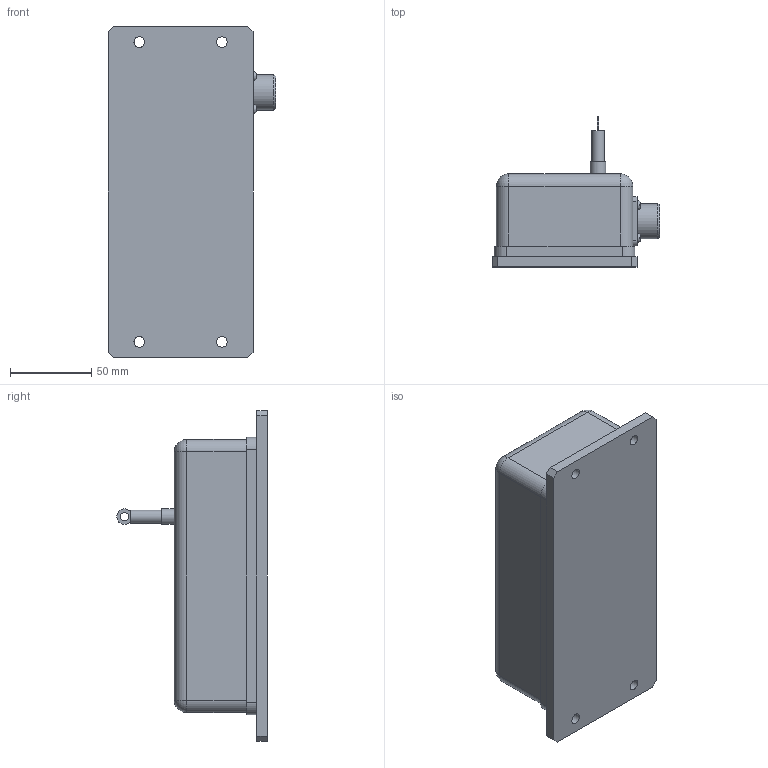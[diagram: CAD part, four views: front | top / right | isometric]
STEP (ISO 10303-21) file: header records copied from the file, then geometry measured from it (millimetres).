
FILE_DESCRIPTION(/* description */ (''),/* implementation_level */ '2;1');
FILE_NAME(/* name */ 'STD-VP-5,25,50.stp',/* time_stamp */ '2016-03-02T14:55:32-08:00',/* author */ ('JP'),/* organization */ (''),/* preprocessor_version */ 'ST-DEVELOPER v15.6',/* originating_system */ 'Autodesk Inventor 2015',/* authorisation */ '');
FILE_SCHEMA (('AUTOMOTIVE_DESIGN { 1 0 10303 214 3 1 1 }'));
Length unit declared in the file: centimetre
Products named in the file (1): vp5
Bounding box: 102.87 x 92.37 x 203.2 mm (x, y, z)
Volume: 829058.3 mm3; surface area: 66702.7 mm2
Topology: 1 solids, 1 shells, 162 faces, 427 edges, 280 vertices
Faces by surface type: plane 109, cylinder 38, bspline 10, sphere 4, cone 1
Full cylindrical faces by diameter (mm): 1.575 x6, 5.08 x1, 5.385 x4, 6.528 x4, 7.925 x1, 9.525 x1, 17.526 x1, 21.742 x1
Entity records: 5307 total; most frequent: CARTESIAN_POINT 1318, ORIENTED_EDGE 788, DIRECTION 737, EDGE_CURVE 394, VERTEX_POINT 271, AXIS2_PLACEMENT_3D 258, LINE 221, VECTOR 221
